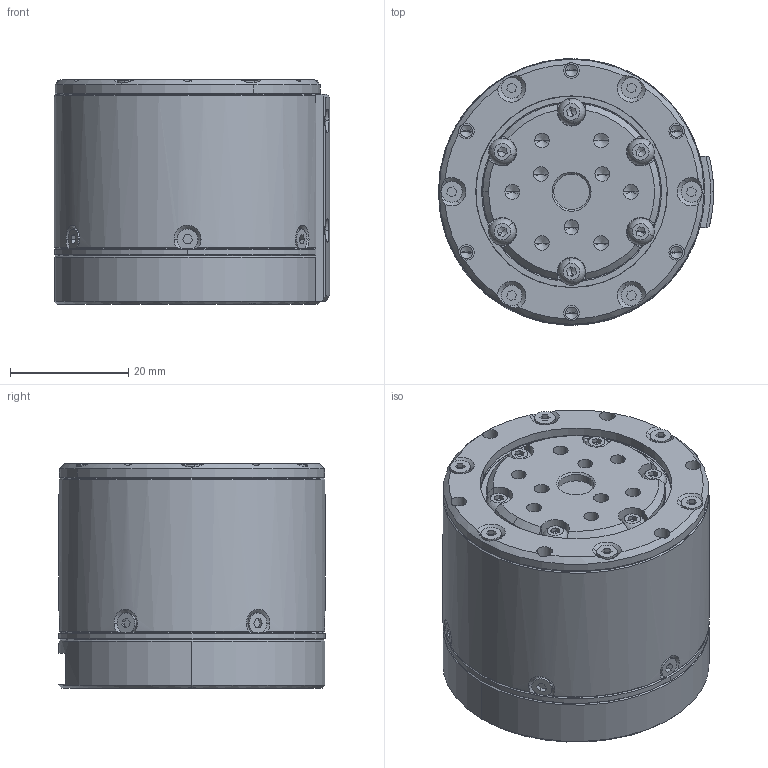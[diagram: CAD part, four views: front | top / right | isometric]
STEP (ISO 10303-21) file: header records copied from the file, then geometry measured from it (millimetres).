
FILE_DESCRIPTION (( 'STEP AP203' ), '1' );
FILE_NAME ('HTM4538_等晤鎢ん_1016.STEP', '2023-10-16T06:49:57', ( '' ), ( '' ), 'SwSTEP 2.0', 'SolidWorks 2018', '' );
FILE_SCHEMA (( 'CONFIG_CONTROL_DESIGN' ));
Length unit declared in the file: millimetre
Products named in the file (1): HTM4538_等晤鎢ん_1016
Bounding box: 46.5 x 45 x 38 mm (x, y, z)
Volume: 59379.7 mm3; surface area: 11751.2 mm2
Topology: 1 solids, 11 shells, 1073 faces, 2807 edges, 1777 vertices
Faces by surface type: plane 556, cylinder 220, cone 161, bspline 98, torus 30, sphere 8
Entity records: 33980 total; most frequent: CARTESIAN_POINT 8195, ORIENTED_EDGE 5506, DIRECTION 5059, EDGE_CURVE 2753, VERTEX_POINT 1777, AXIS2_PLACEMENT_3D 1705, LINE 1649, VECTOR 1649
